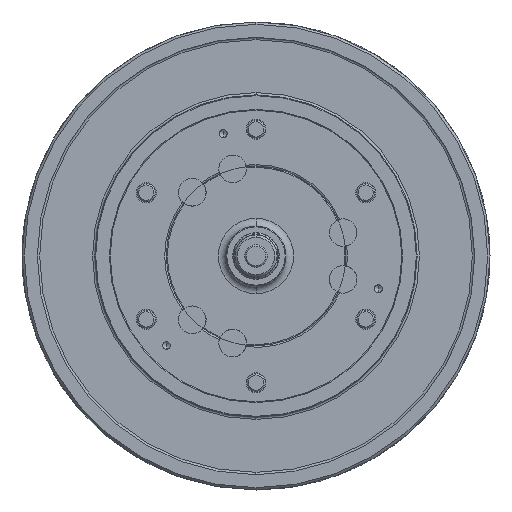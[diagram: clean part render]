
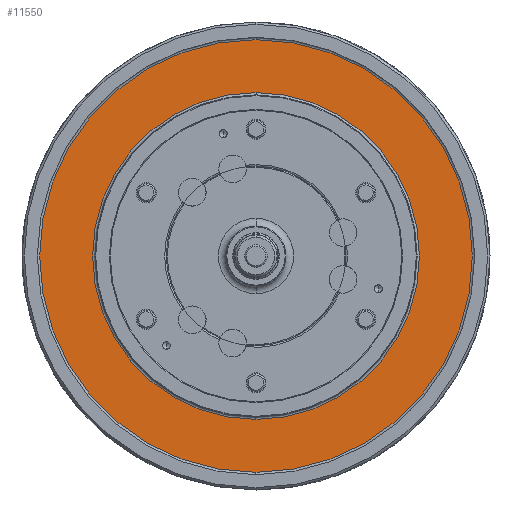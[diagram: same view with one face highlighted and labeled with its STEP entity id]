
A CAD part, left-side view. The second image highlights one B-rep face of the part: STEP entity #11550.
In plain terms, the highlighted planar face has unit normal (-1, 0, 0).
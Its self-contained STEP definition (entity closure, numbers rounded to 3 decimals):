
#2198 = CARTESIAN_POINT ( 'NONE',  ( -110., 0., -213. ) ) ;
#5209 = CIRCLE ( 'NONE', #39680, 282. ) ;
#5776 = CIRCLE ( 'NONE', #40252, 213. ) ;
#6542 = DIRECTION ( 'NONE',  ( 1., 0., 0. ) ) ;
#7951 = ORIENTED_EDGE ( 'NONE', *, *, #9668, .T. ) ;
#9292 = CARTESIAN_POINT ( 'NONE',  ( -110., 0., 0. ) ) ;
#9668 = EDGE_CURVE ( 'NONE', #38573, #16461, #5209, .T. ) ;
#11550 = ADVANCED_FACE ( 'NONE', ( #20294, #39109 ), #57968, .T. ) ;
#11567 = CARTESIAN_POINT ( 'NONE',  ( -110., 0., 0. ) ) ;
#13257 = AXIS2_PLACEMENT_3D ( 'NONE', #15649, #34460, #53310 ) ;
#15649 = CARTESIAN_POINT ( 'NONE',  ( -110., 285., 0. ) ) ;
#16461 = VERTEX_POINT ( 'NONE', #21848 ) ;
#17172 = DIRECTION ( 'NONE',  ( -1., 0., 0. ) ) ;
#18379 = EDGE_CURVE ( 'NONE', #33130, #25848, #33869, .T. ) ;
#20294 = FACE_BOUND ( 'NONE', #35828, .T. ) ;
#20372 = CARTESIAN_POINT ( 'NONE',  ( -110., 0., 282. ) ) ;
#21848 = CARTESIAN_POINT ( 'NONE',  ( -110., 0., -282. ) ) ;
#24448 = ORIENTED_EDGE ( 'NONE', *, *, #33121, .T. ) ;
#25357 = DIRECTION ( 'NONE',  ( 0., 0., 1. ) ) ;
#25848 = VERTEX_POINT ( 'NONE', #33338 ) ;
#28102 = DIRECTION ( 'NONE',  ( 1., 0., 0. ) ) ;
#28857 = AXIS2_PLACEMENT_3D ( 'NONE', #11567, #30382, #49201 ) ;
#30382 = DIRECTION ( 'NONE',  ( -1., 0., 0. ) ) ;
#32477 = AXIS2_PLACEMENT_3D ( 'NONE', #9292, #28102, #46944 ) ;
#33121 = EDGE_CURVE ( 'NONE', #25848, #33130, #5776, .T. ) ;
#33130 = VERTEX_POINT ( 'NONE', #2198 ) ;
#33338 = CARTESIAN_POINT ( 'NONE',  ( -110., 0., 213. ) ) ;
#33869 = CIRCLE ( 'NONE', #32477, 213. ) ;
#34460 = DIRECTION ( 'NONE',  ( -1., 0., 0. ) ) ;
#35828 = EDGE_LOOP ( 'NONE', ( #24448, #40556 ) ) ;
#36001 = DIRECTION ( 'NONE',  ( 0., 0., 1. ) ) ;
#38271 = EDGE_CURVE ( 'NONE', #16461, #38573, #55494, .T. ) ;
#38573 = VERTEX_POINT ( 'NONE', #20372 ) ;
#39109 = FACE_OUTER_BOUND ( 'NONE', #39515, .T. ) ;
#39515 = EDGE_LOOP ( 'NONE', ( #7951, #40740 ) ) ;
#39680 = AXIS2_PLACEMENT_3D ( 'NONE', #59497, #17172, #36001 ) ;
#40252 = AXIS2_PLACEMENT_3D ( 'NONE', #48827, #6542, #25357 ) ;
#40556 = ORIENTED_EDGE ( 'NONE', *, *, #18379, .T. ) ;
#40740 = ORIENTED_EDGE ( 'NONE', *, *, #38271, .T. ) ;
#46944 = DIRECTION ( 'NONE',  ( 0., 0., 1. ) ) ;
#48827 = CARTESIAN_POINT ( 'NONE',  ( -110., 0., 0. ) ) ;
#49201 = DIRECTION ( 'NONE',  ( 0., 0., 1. ) ) ;
#53310 = DIRECTION ( 'NONE',  ( 0., 0., 1. ) ) ;
#55494 = CIRCLE ( 'NONE', #28857, 282. ) ;
#57968 = PLANE ( 'NONE',  #13257 ) ;
#59497 = CARTESIAN_POINT ( 'NONE',  ( -110., 0., 0. ) ) ;
